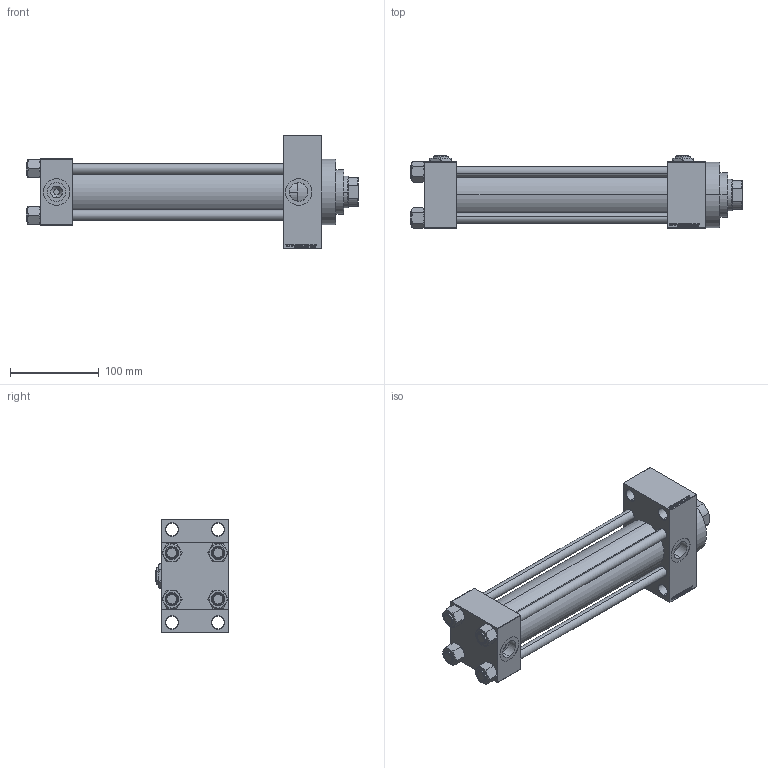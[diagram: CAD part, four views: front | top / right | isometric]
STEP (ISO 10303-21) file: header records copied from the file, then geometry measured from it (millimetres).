
FILE_DESCRIPTION (( 'STEP AP203' ), '1' );
FILE_NAME ('fb6e.STEP', '2025-05-07T14:37:57', ( '' ), ( '' ), 'SwSTEP 2.0', 'SolidWorks 2019', '' );
FILE_SCHEMA (( 'CONFIG_CONTROL_DESIGN' ));
Length unit declared in the file: millimetre
Products named in the file (7): fb6e; Zatka_pro_OIL_PORT 888c91bc5c88742ebb89af6eb9db5d81; V215CR_VCP_D 888c91bc5c88742ebb89af6eb9db5d81; V215CR_D_Body 888c91bc5c88742ebb89af6eb9db5d81; V215CR_D_TYCINKA 888c91bc5c88742ebb89af6eb9db5d81; NUT_M5_D 888c91bc5c88742ebb89af6eb9db5d81; V215_VC_A 888c91bc5c88742ebb89af6eb9db5d81
Assembly tree (13 placements, depth 2):
  fb6e
    V215CR_D_Body 888c91bc5c88742ebb89af6eb9db5d81
    V215CR_VCP_D 888c91bc5c88742ebb89af6eb9db5d81
    NUT_M5_D 888c91bc5c88742ebb89af6eb9db5d81  x4
    V215CR_D_TYCINKA 888c91bc5c88742ebb89af6eb9db5d81  x4
    V215_VC_A 888c91bc5c88742ebb89af6eb9db5d81
    Zatka_pro_OIL_PORT 888c91bc5c88742ebb89af6eb9db5d81  x2
Bounding box: 375 x 82.27 x 128 mm (x, y, z)
Volume: 1176531.7 mm3; surface area: 285470.3 mm2
Topology: 13 solids, 13 shells, 1205 faces, 2984 edges, 1921 vertices
Faces by surface type: plane 545, bspline 368, cone 184, cylinder 100, torus 8
Entity records: 49289 total; most frequent: CARTESIAN_POINT 25713, ORIENTED_EDGE 5268, DIRECTION 3452, EDGE_CURVE 2634, VERTEX_POINT 1719, LINE 1552, VECTOR 1552, EDGE_LOOP 1181
